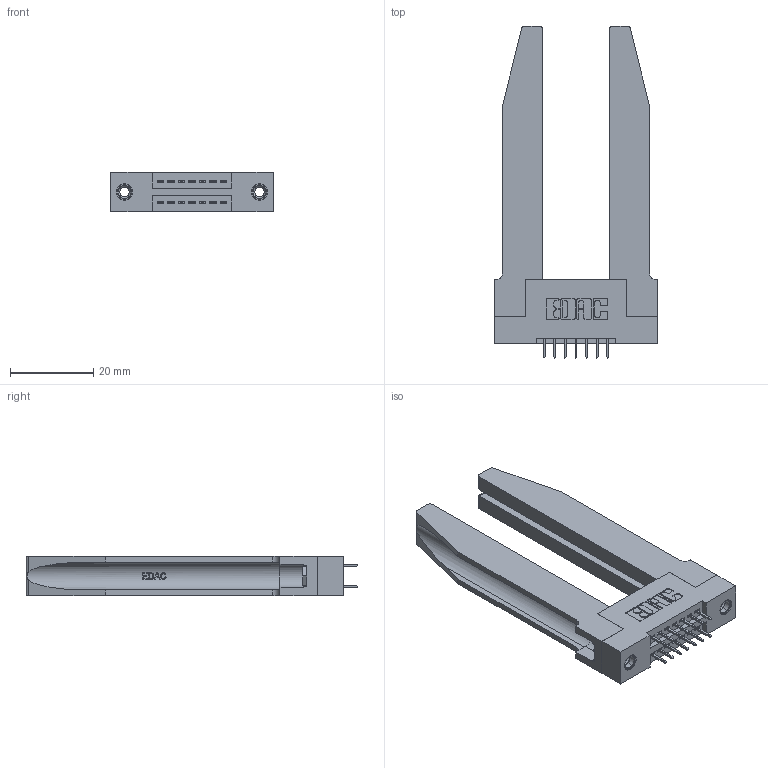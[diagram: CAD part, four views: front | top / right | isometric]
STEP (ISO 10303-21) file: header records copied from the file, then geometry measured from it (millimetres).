
FILE_DESCRIPTION (( 'STEP AP203' ), '1' );
FILE_NAME ('395-014-525-278.STEP', '2020-09-23T08:17:18', ( '' ), ( '' ), 'SwSTEP 2.0', 'SolidWorks 2020', '' );
FILE_SCHEMA (( 'CONFIG_CONTROL_DESIGN' ));
Length unit declared in the file: inch
Products named in the file (5): 345-250-001_345-250-001-102; 345 Part_Flush Mounting Lugs - 0.156 Dia-TH; 345-220-078_345-220-078; 345-292-001_345-293-125; 395-014-525-278
Assembly tree (19 placements, depth 2):
  395-014-525-278
    345 Part_Flush Mounting Lugs - 0.156 Dia-TH
    345-292-001_345-293-125  x14
    345-250-001_345-250-001-102  x2
    345-220-078_345-220-078  x2
Bounding box: 39.01 x 79.68 x 9.4 mm (x, y, z)
Volume: 11212.4 mm3; surface area: 11178.9 mm2
Topology: 19 solids, 19 shells, 1116 faces, 3091 edges, 1994 vertices
Faces by surface type: plane 768, cylinder 296, bspline 36, cone 12, torus 4
Entity records: 15018 total; most frequent: CARTESIAN_POINT 3467, ORIENTED_EDGE 2298, DIRECTION 2095, EDGE_CURVE 1149, VECTOR 899, LINE 899, VERTEX_POINT 756, AXIS2_PLACEMENT_3D 598
